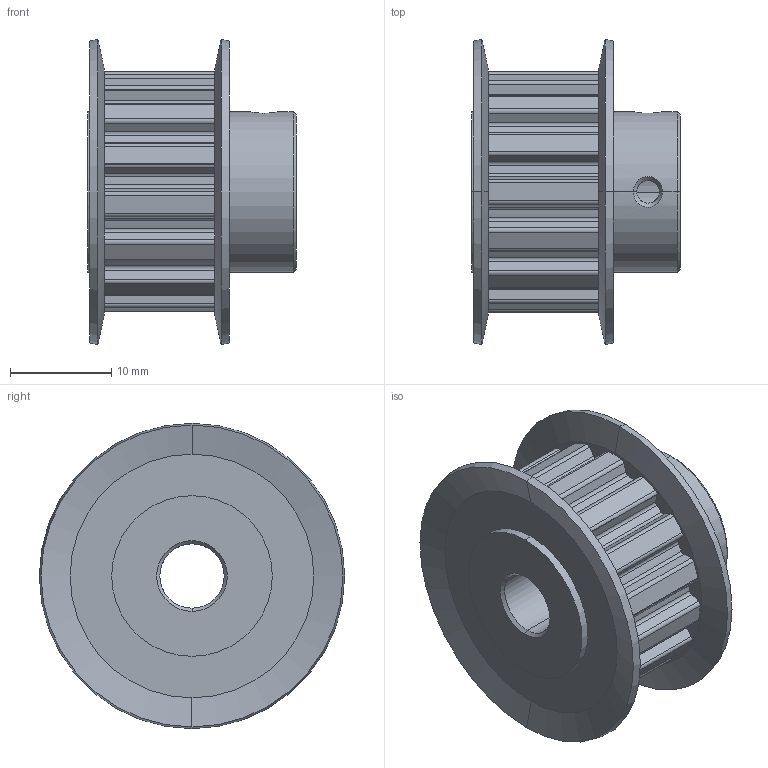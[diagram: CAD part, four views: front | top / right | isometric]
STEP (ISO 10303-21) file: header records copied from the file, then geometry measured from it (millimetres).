
FILE_DESCRIPTION (( 'STEP AP214' ), '1' );
FILE_NAME ('APB15XL037BF-250.step', '2015-04-08T21:01:31', ( '' ), ( '' ), 'SwSTEP 2.0', 'SolidWorks 2014', '' );
FILE_SCHEMA (( 'AUTOMOTIVE_DESIGN' ));
Length unit declared in the file: inch
Products named in the file (1): APB15XL037BF-250
Bounding box: 20.65 x 30.18 x 30.18 mm (x, y, z)
Volume: 6482.5 mm3; surface area: 4043.1 mm2
Topology: 1 solids, 1 shells, 171 faces, 482 edges, 315 vertices
Faces by surface type: cylinder 98, plane 51, cone 18, bspline 4
Entity records: 7780 total; most frequent: CARTESIAN_POINT 3153, DIRECTION 1009, ORIENTED_EDGE 964, EDGE_CURVE 482, AXIS2_PLACEMENT_3D 378, VERTEX_POINT 315, LINE 253, VECTOR 253
